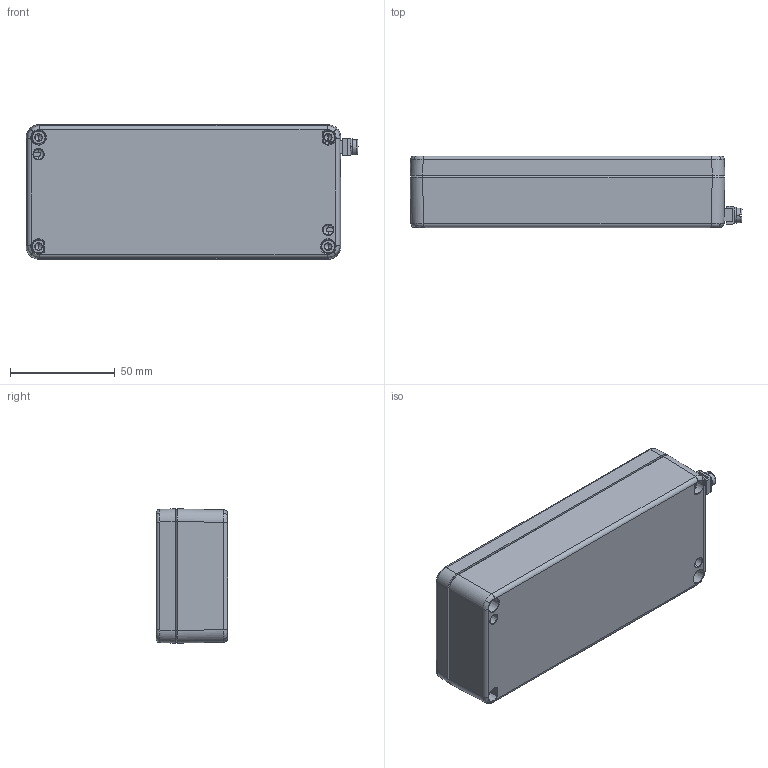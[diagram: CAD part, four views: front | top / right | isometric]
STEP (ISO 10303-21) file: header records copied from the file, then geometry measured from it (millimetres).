
FILE_DESCRIPTION (( 'STEP AP214' ), '1' );
FILE_NAME ('25061503.STEP', '2012-06-13T13:57:20', ( ' ' ), ( '' ), 'SwSTEP 2.0', 'SolidWorks 2011', '' );
FILE_SCHEMA (( 'AUTOMOTIVE_DESIGN' ));
Length unit declared in the file: millimetre
Products named in the file (16): 88309; 88309_1; 93042; 83014; 88309_2; 92081; 01061503_Ex Ausführung; 82012; 93132; 02012; 01012; 92441; 25061503
Assembly tree (15 placements, depth 3):
  25061503
    92081
    01061503_Ex Ausführung
      01012
      93132
      93132
      82012
      02012
      93132
      93132
    92441
    88309
      83014
      88309_2
      88309_1
      93042
Bounding box: 158.18 x 34 x 64 mm (x, y, z)
Volume: 99481.5 mm3; surface area: 73066.1 mm2
Topology: 13 solids, 13 shells, 1325 faces, 3156 edges, 1867 vertices
Faces by surface type: plane 469, cylinder 322, bspline 271, torus 142, cone 117, sphere 4
Entity records: 49678 total; most frequent: CARTESIAN_POINT 19768, ORIENTED_EDGE 6252, DIRECTION 5967, EDGE_CURVE 3126, AXIS2_PLACEMENT_3D 2292, VERTEX_POINT 1867, EDGE_LOOP 1391, VECTOR 1383
